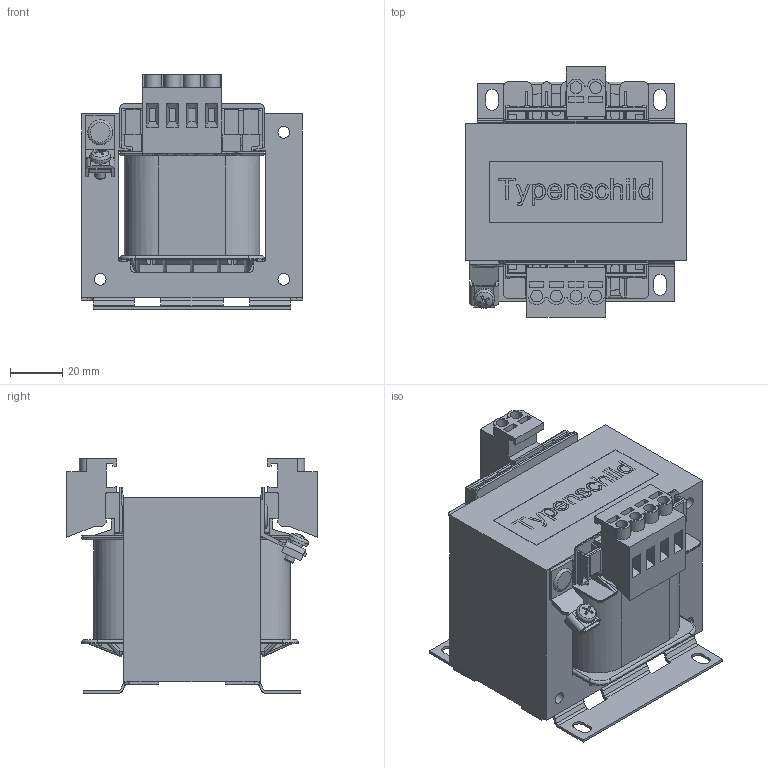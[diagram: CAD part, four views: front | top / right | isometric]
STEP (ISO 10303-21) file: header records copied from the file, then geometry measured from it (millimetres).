
FILE_DESCRIPTION(/* description */ (''),/* implementation_level */ '2;1');
FILE_NAME(/* name */ 'STEN_STEZ0.16.stp',/* time_stamp */ '2020-05-05T16:32:43+02:00',/* author */ ('TrapT'),/* organization */ (''),/* preprocessor_version */ 'ST-DEVELOPER v17.2',/* originating_system */ 'Autodesk Inventor 2019',/* authorisation */ '');
FILE_SCHEMA (('AUTOMOTIVE_DESIGN { 1 0 10303 214 3 1 1 }'));
Length unit declared in the file: millimetre
Products named in the file (1): Bauteil1
Bounding box: 84.3 x 95.4 x 89.5 mm (x, y, z)
Volume: 363100.9 mm3; surface area: 82388.7 mm2
Topology: 1 solids, 1 shells, 1100 faces, 3141 edges, 2041 vertices
Faces by surface type: plane 709, cylinder 247, bspline 100, torus 32, cone 11, sphere 1
Full cylindrical faces by diameter (mm): 4 x1, 4.5 x10, 5 x1, 9.5 x1
Entity records: 41061 total; most frequent: CARTESIAN_POINT 11360, ORIENTED_EDGE 6280, DIRECTION 5510, EDGE_CURVE 3140, LINE 2276, VECTOR 2276, VERTEX_POINT 2041, AXIS2_PLACEMENT_3D 1617
